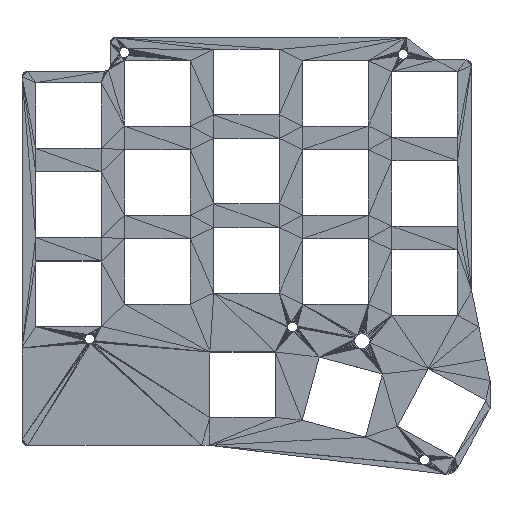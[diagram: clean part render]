
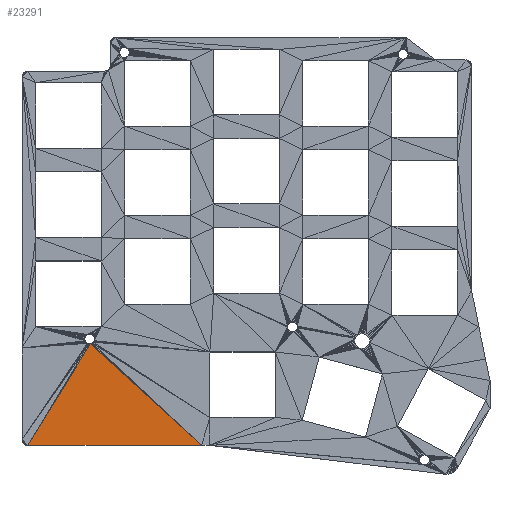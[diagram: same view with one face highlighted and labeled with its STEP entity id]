
A CAD part, top view. The second image highlights one B-rep face of the part: STEP entity #23291.
In plain terms, the highlighted planar face has unit normal (0, 0, 1).
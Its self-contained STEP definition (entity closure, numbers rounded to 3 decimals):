
#3448 = VERTEX_POINT('',#3449);
#3449 = CARTESIAN_POINT('',(1.3,-87.267,1.5));
#10048 = EDGE_CURVE('',#10049,#3448,#10051,.T.);
#10049 = VERTEX_POINT('',#10050);
#10050 = CARTESIAN_POINT('',(38.481,-87.24,1.5));
#10051 = LINE('',#10052,#10053);
#10052 = CARTESIAN_POINT('',(38.481,-87.24,1.5));
#10053 = VECTOR('',#10054,1.);
#10054 = DIRECTION('',(-1.,-0.001,0.));
#10703 = VERTEX_POINT('',#10704);
#10704 = CARTESIAN_POINT('',(14.727,-65.578,1.5));
#23291 = ADVANCED_FACE('',(#23292),#23307,.T.);
#23292 = FACE_BOUND('',#23293,.T.);
#23293 = EDGE_LOOP('',(#23294,#23295,#23301));
#23294 = ORIENTED_EDGE('',*,*,#10048,.F.);
#23295 = ORIENTED_EDGE('',*,*,#23296,.T.);
#23296 = EDGE_CURVE('',#10049,#10703,#23297,.T.);
#23297 = LINE('',#23298,#23299);
#23298 = CARTESIAN_POINT('',(38.481,-87.24,1.5));
#23299 = VECTOR('',#23300,1.);
#23300 = DIRECTION('',(-0.739,0.674,0.));
#23301 = ORIENTED_EDGE('',*,*,#23302,.T.);
#23302 = EDGE_CURVE('',#10703,#3448,#23303,.T.);
#23303 = LINE('',#23304,#23305);
#23304 = CARTESIAN_POINT('',(14.727,-65.578,1.5));
#23305 = VECTOR('',#23306,1.);
#23306 = DIRECTION('',(-0.526,-0.85,0.));
#23307 = PLANE('',#23308);
#23308 = AXIS2_PLACEMENT_3D('',#23309,#23310,#23311);
#23309 = CARTESIAN_POINT('',(18.972,-80.664,1.5));
#23310 = DIRECTION('',(0.,0.,1.));
#23311 = DIRECTION('',(0.,1.,0.));
